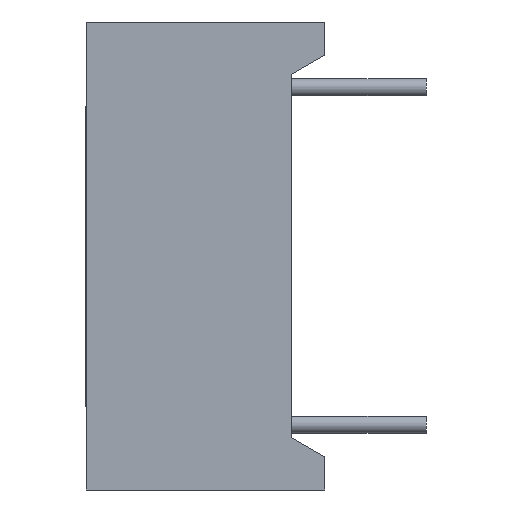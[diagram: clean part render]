
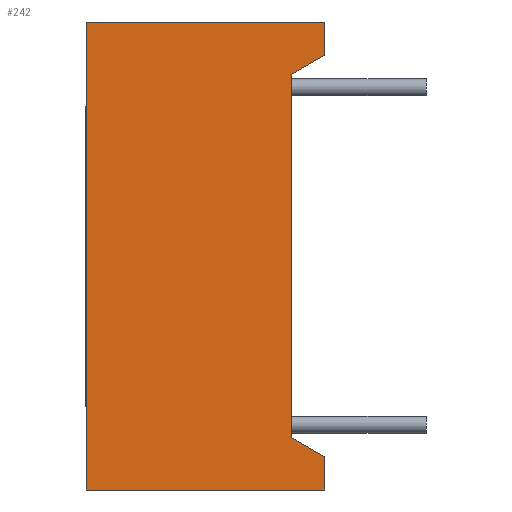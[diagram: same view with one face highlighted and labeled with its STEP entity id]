
A CAD part, left-side view. The second image highlights one B-rep face of the part: STEP entity #242.
In plain terms, the highlighted planar face has unit normal (-1, 0, 0).
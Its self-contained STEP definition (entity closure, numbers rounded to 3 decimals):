
#206 = ORIENTED_EDGE ( 'NONE', *, *, #207, .T. ) ;
#207 = EDGE_CURVE ( 'NONE', #230, #233, #1727, .T. ) ;
#218 = ORIENTED_EDGE ( 'NONE', *, *, #921, .F. ) ;
#219 = ORIENTED_EDGE ( 'NONE', *, *, #220, .F. ) ;
#220 = EDGE_CURVE ( 'NONE', #221, #919, #1794, .T. ) ;
#221 = VERTEX_POINT ( 'NONE', #1790 ) ;
#222 = ORIENTED_EDGE ( 'NONE', *, *, #223, .T. ) ;
#223 = EDGE_CURVE ( 'NONE', #221, #224, #1789, .T. ) ;
#224 = VERTEX_POINT ( 'NONE', #1785 ) ;
#225 = ORIENTED_EDGE ( 'NONE', *, *, #226, .F. ) ;
#226 = EDGE_CURVE ( 'NONE', #227, #224, #1784, .T. ) ;
#227 = VERTEX_POINT ( 'NONE', #1780 ) ;
#228 = ORIENTED_EDGE ( 'NONE', *, *, #229, .F. ) ;
#229 = EDGE_CURVE ( 'NONE', #230, #227, #1779, .T. ) ;
#230 = VERTEX_POINT ( 'NONE', #1775 ) ;
#233 = VERTEX_POINT ( 'NONE', #1837 ) ;
#239 = VERTEX_POINT ( 'NONE', #1827 ) ;
#241 = EDGE_CURVE ( 'NONE', #233, #239, #1825, .T. ) ;
#242 = ADVANCED_FACE ( 'NONE', ( #1821 ), #1862, .F. ) ;
#243 = EDGE_LOOP ( 'NONE', ( #244, #245, #218, #219, #222, #225, #228, #206 ) ) ;
#244 = ORIENTED_EDGE ( 'NONE', *, *, #241, .T. ) ;
#245 = ORIENTED_EDGE ( 'NONE', *, *, #246, .F. ) ;
#246 = EDGE_CURVE ( 'NONE', #873, #239, #1857, .T. ) ;
#873 = VERTEX_POINT ( 'NONE', #7973 ) ;
#919 = VERTEX_POINT ( 'NONE', #8074 ) ;
#921 = EDGE_CURVE ( 'NONE', #919, #873, #8073, .T. ) ;
#1724 = DIRECTION ( 'NONE',  ( 0., -1., 0. ) ) ;
#1725 = VECTOR ( 'NONE', #1724, 1000. ) ;
#1726 = CARTESIAN_POINT ( 'NONE',  ( -11.3, 7.2, -7.05 ) ) ;
#1727 = LINE ( 'NONE', #1726, #1725 ) ;
#1775 = CARTESIAN_POINT ( 'NONE',  ( -11.3, 7.2, -7.05 ) ) ;
#1776 = DIRECTION ( 'NONE',  ( 0., 0., 1. ) ) ;
#1777 = VECTOR ( 'NONE', #1776, 1000. ) ;
#1778 = CARTESIAN_POINT ( 'NONE',  ( -11.3, 7.2, -7.05 ) ) ;
#1779 = LINE ( 'NONE', #1778, #1777 ) ;
#1780 = CARTESIAN_POINT ( 'NONE',  ( -11.3, 7.2, 7.05 ) ) ;
#1781 = DIRECTION ( 'NONE',  ( 0., -1., 0. ) ) ;
#1782 = VECTOR ( 'NONE', #1781, 1000. ) ;
#1783 = CARTESIAN_POINT ( 'NONE',  ( -11.3, 7.2, 7.05 ) ) ;
#1784 = LINE ( 'NONE', #1783, #1782 ) ;
#1785 = CARTESIAN_POINT ( 'NONE',  ( -11.3, 0., 7.05 ) ) ;
#1786 = DIRECTION ( 'NONE',  ( 0., 0., 1. ) ) ;
#1787 = VECTOR ( 'NONE', #1786, 1000. ) ;
#1788 = CARTESIAN_POINT ( 'NONE',  ( -11.3, 0., -7.05 ) ) ;
#1789 = LINE ( 'NONE', #1788, #1787 ) ;
#1790 = CARTESIAN_POINT ( 'NONE',  ( -11.3, 0., 6.05 ) ) ;
#1791 = DIRECTION ( 'NONE',  ( 0., 0.866, -0.5 ) ) ;
#1792 = VECTOR ( 'NONE', #1791, 1000. ) ;
#1793 = CARTESIAN_POINT ( 'NONE',  ( -11.3, 1., 5.473 ) ) ;
#1794 = LINE ( 'NONE', #1793, #1792 ) ;
#1821 = FACE_OUTER_BOUND ( 'NONE', #243, .T. ) ;
#1822 = DIRECTION ( 'NONE',  ( 0., 0., 1. ) ) ;
#1823 = VECTOR ( 'NONE', #1822, 1000. ) ;
#1824 = CARTESIAN_POINT ( 'NONE',  ( -11.3, 0., -7.05 ) ) ;
#1825 = LINE ( 'NONE', #1824, #1823 ) ;
#1827 = CARTESIAN_POINT ( 'NONE',  ( -11.3, 0., -6.05 ) ) ;
#1837 = CARTESIAN_POINT ( 'NONE',  ( -11.3, 0., -7.05 ) ) ;
#1854 = DIRECTION ( 'NONE',  ( 0., -0.866, -0.5 ) ) ;
#1855 = VECTOR ( 'NONE', #1854, 1000. ) ;
#1856 = CARTESIAN_POINT ( 'NONE',  ( -11.3, 0., -6.05 ) ) ;
#1857 = LINE ( 'NONE', #1856, #1855 ) ;
#1858 = DIRECTION ( 'NONE',  ( 0., 0., -1. ) ) ;
#1859 = DIRECTION ( 'NONE',  ( 1., 0., 0. ) ) ;
#1860 = CARTESIAN_POINT ( 'NONE',  ( -11.3, 7.2, -7.05 ) ) ;
#1861 = AXIS2_PLACEMENT_3D ( 'NONE', #1860, #1859, #1858 ) ;
#1862 = PLANE ( 'NONE',  #1861 ) ;
#7973 = CARTESIAN_POINT ( 'NONE',  ( -11.3, 1., -5.473 ) ) ;
#8070 = DIRECTION ( 'NONE',  ( 0., 0., -1. ) ) ;
#8071 = VECTOR ( 'NONE', #8070, 1000. ) ;
#8072 = CARTESIAN_POINT ( 'NONE',  ( -11.3, 1., -5.473 ) ) ;
#8073 = LINE ( 'NONE', #8072, #8071 ) ;
#8074 = CARTESIAN_POINT ( 'NONE',  ( -11.3, 1., 5.473 ) ) ;
